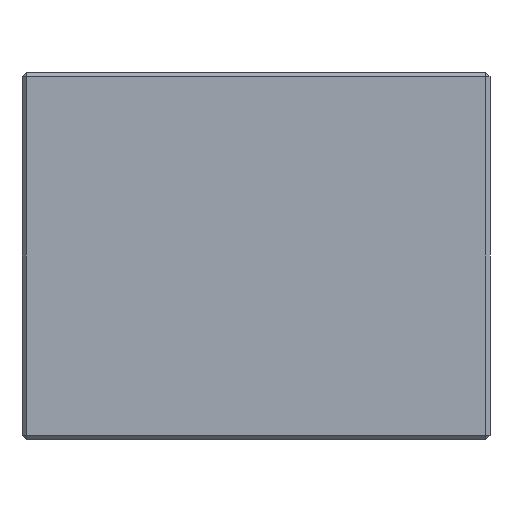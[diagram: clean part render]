
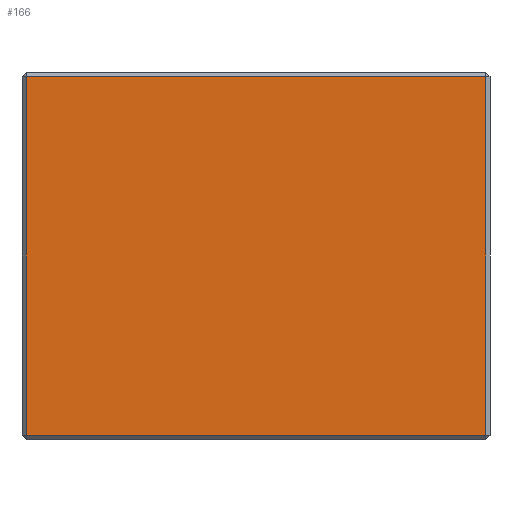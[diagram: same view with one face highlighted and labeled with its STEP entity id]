
A CAD part, front view. The second image highlights one B-rep face of the part: STEP entity #166.
In plain terms, the highlighted planar face has unit normal (0, -1, 0).
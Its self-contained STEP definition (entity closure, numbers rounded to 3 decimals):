
#139=FACE_OUTER_BOUND('',#443,.T.);
#166=ADVANCED_FACE('',(#139),#227,.F.);
#227=PLANE('',#909);
#262=LINE('',#1280,#310);
#263=LINE('',#1283,#311);
#264=LINE('',#1285,#312);
#265=LINE('',#1287,#313);
#310=VECTOR('',#1029,1.);
#311=VECTOR('',#1030,1.);
#312=VECTOR('',#1031,1.);
#313=VECTOR('',#1032,1.);
#443=EDGE_LOOP('',(#547,#548,#549,#550));
#547=ORIENTED_EDGE('',*,*,#792,.T.);
#548=ORIENTED_EDGE('',*,*,#793,.T.);
#549=ORIENTED_EDGE('',*,*,#794,.T.);
#550=ORIENTED_EDGE('',*,*,#795,.T.);
#721=VERTEX_POINT('',#1281);
#722=VERTEX_POINT('',#1282);
#723=VERTEX_POINT('',#1284);
#724=VERTEX_POINT('',#1286);
#792=EDGE_CURVE('',#721,#722,#262,.T.);
#793=EDGE_CURVE('',#722,#723,#263,.T.);
#794=EDGE_CURVE('',#723,#724,#264,.T.);
#795=EDGE_CURVE('',#724,#721,#265,.T.);
#909=AXIS2_PLACEMENT_3D('',#1288,#1033,#1034);
#1029=DIRECTION('',(0.,0.,-1.));
#1030=DIRECTION('',(1.,0.,0.));
#1031=DIRECTION('',(0.,0.,1.));
#1032=DIRECTION('',(-1.,0.,0.));
#1033=DIRECTION('',(0.,1.,0.));
#1034=DIRECTION('',(0.,0.,1.));
#1280=CARTESIAN_POINT('',(2.,-90.,90.));
#1281=CARTESIAN_POINT('',(2.,-90.,88.));
#1282=CARTESIAN_POINT('',(2.,-90.,-88.));
#1283=CARTESIAN_POINT('',(230.,-90.,-88.));
#1284=CARTESIAN_POINT('',(228.,-90.,-88.));
#1285=CARTESIAN_POINT('',(228.,-90.,90.));
#1286=CARTESIAN_POINT('',(228.,-90.,88.));
#1287=CARTESIAN_POINT('',(230.,-90.,88.));
#1288=CARTESIAN_POINT('',(230.,-90.,90.));
